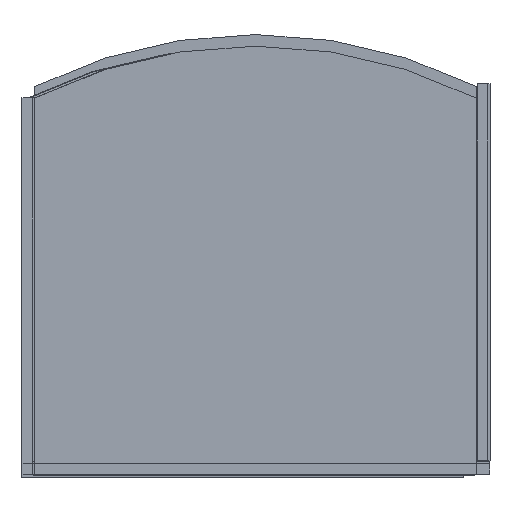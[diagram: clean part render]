
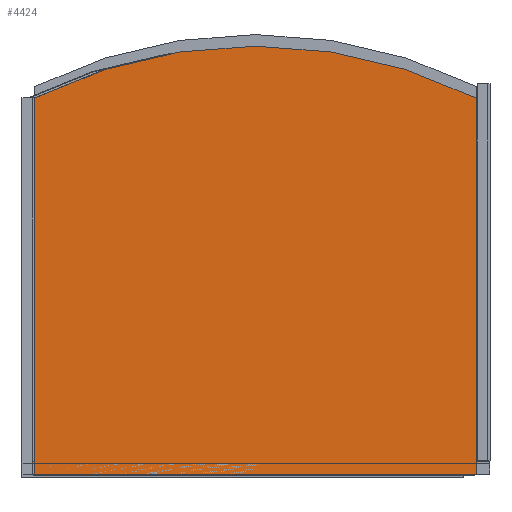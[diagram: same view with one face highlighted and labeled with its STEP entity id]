
A CAD part, front view. The second image highlights one B-rep face of the part: STEP entity #4424.
In plain terms, the highlighted planar face has unit normal (0, -1, 0).
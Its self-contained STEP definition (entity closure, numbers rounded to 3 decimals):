
#115=CIRCLE('',#4688,484.188);
#375=FACE_OUTER_BOUND('',#601,.T.);
#601=EDGE_LOOP('',(#2978,#2979,#2980,#2981));
#878=LINE('',#6404,#1368);
#882=LINE('',#6412,#1372);
#885=LINE('',#6418,#1375);
#1368=VECTOR('',#5097,10.);
#1372=VECTOR('',#5103,10.);
#1375=VECTOR('',#5108,10.);
#1858=VERTEX_POINT('',#6402);
#1859=VERTEX_POINT('',#6403);
#1862=VERTEX_POINT('',#6411);
#1864=VERTEX_POINT('',#6417);
#2298=EDGE_CURVE('',#1858,#1859,#878,.T.);
#2302=EDGE_CURVE('',#1862,#1858,#882,.T.);
#2305=EDGE_CURVE('',#1864,#1862,#885,.T.);
#2308=EDGE_CURVE('',#1859,#1864,#115,.T.);
#2978=ORIENTED_EDGE('',*,*,#2308,.F.);
#2979=ORIENTED_EDGE('',*,*,#2298,.F.);
#2980=ORIENTED_EDGE('',*,*,#2302,.F.);
#2981=ORIENTED_EDGE('',*,*,#2305,.F.);
#4282=PLANE('',#4691);
#4424=ADVANCED_FACE('',(#375),#4282,.F.);
#4688=AXIS2_PLACEMENT_3D('',#6423,#5113,#5114);
#4691=AXIS2_PLACEMENT_3D('',#6426,#5119,#5120);
#5097=DIRECTION('',(0.,0.,1.));
#5103=DIRECTION('',(-1.,0.,0.));
#5108=DIRECTION('',(0.,0.,-1.));
#5113=DIRECTION('center_axis',(0.,1.,0.));
#5114=DIRECTION('ref_axis',(-0.446,0.,0.895));
#5119=DIRECTION('center_axis',(0.,1.,0.));
#5120=DIRECTION('ref_axis',(1.,0.,0.));
#6402=CARTESIAN_POINT('',(0.,0.,-368.3));
#6403=CARTESIAN_POINT('',(0.,0.,0.));
#6404=CARTESIAN_POINT('',(0.,0.,-368.3));
#6411=CARTESIAN_POINT('',(431.8,0.,-368.3));
#6412=CARTESIAN_POINT('',(431.8,0.,-368.3));
#6417=CARTESIAN_POINT('',(431.8,0.,0.));
#6418=CARTESIAN_POINT('',(431.8,0.,0.));
#6423=CARTESIAN_POINT('Origin',(215.9,0.,-433.387));
#6426=CARTESIAN_POINT('Origin',(215.9,0.,-158.75));
